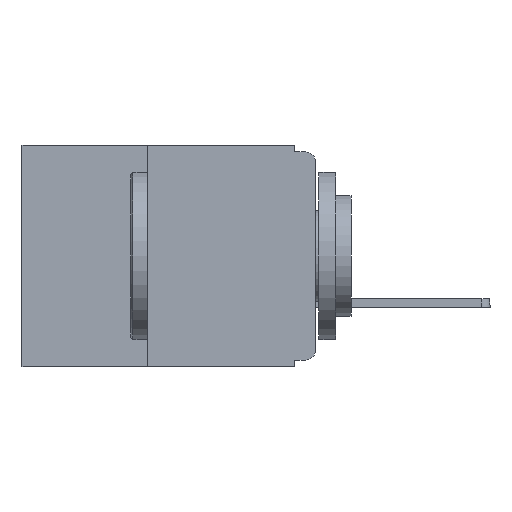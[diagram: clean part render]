
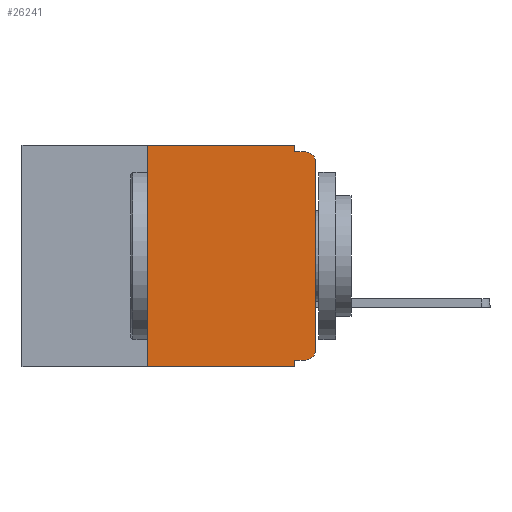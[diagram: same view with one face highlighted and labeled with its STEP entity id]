
A CAD part, left-side view. The second image highlights one B-rep face of the part: STEP entity #26241.
In plain terms, the highlighted planar face has unit normal (-1, 0, 0).
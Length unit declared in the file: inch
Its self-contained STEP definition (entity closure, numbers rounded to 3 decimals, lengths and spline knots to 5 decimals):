
#13 = CARTESIAN_POINT ( 'NONE',  ( 0., 0., -0.025 ) ) ;
#944 = VERTEX_POINT ( 'NONE', #20496 ) ;
#1264 = CARTESIAN_POINT ( 'NONE',  ( 0., 0.25, -0.33 ) ) ;
#1628 = EDGE_CURVE ( 'NONE', #13654, #14123, #5209, .T. ) ;
#2000 = CARTESIAN_POINT ( 'NONE',  ( 0., 0.25, -0.33 ) ) ;
#2293 = FACE_OUTER_BOUND ( 'NONE', #10239, .T. ) ;
#3515 = ORIENTED_EDGE ( 'NONE', *, *, #15212, .T. ) ;
#3633 = AXIS2_PLACEMENT_3D ( 'NONE', #20060, #5233, #22489 ) ;
#3867 = LINE ( 'NONE', #30535, #29210 ) ;
#5209 = CIRCLE ( 'NONE', #17559, 0.015 ) ;
#5233 = DIRECTION ( 'NONE',  ( -1., 0., 0. ) ) ;
#7491 = CARTESIAN_POINT ( 'NONE',  ( 0., 0.031, -0.33 ) ) ;
#7860 = CARTESIAN_POINT ( 'NONE',  ( 0., 0.031, -0.01 ) ) ;
#7959 = VERTEX_POINT ( 'NONE', #13 ) ;
#8844 = DIRECTION ( 'NONE',  ( 0., -1., 0. ) ) ;
#8966 = CARTESIAN_POINT ( 'NONE',  ( 0., 0.25, 0. ) ) ;
#9160 = ORIENTED_EDGE ( 'NONE', *, *, #26124, .F. ) ;
#10239 = EDGE_LOOP ( 'NONE', ( #15298, #3515, #9160, #12418, #28228, #10478, #29525, #24278, #16089, #15636 ) ) ;
#10376 = VERTEX_POINT ( 'NONE', #12675 ) ;
#10380 = CARTESIAN_POINT ( 'NONE',  ( 0., 0., 0. ) ) ;
#10478 = ORIENTED_EDGE ( 'NONE', *, *, #27378, .F. ) ;
#11482 = DIRECTION ( 'NONE',  ( -1., 0., 0. ) ) ;
#11522 = CARTESIAN_POINT ( 'NONE',  ( 0., 0.015, -0.305 ) ) ;
#11856 = CIRCLE ( 'NONE', #3633, 0.015 ) ;
#12351 = DIRECTION ( 'NONE',  ( 0., 0., -1. ) ) ;
#12418 = ORIENTED_EDGE ( 'NONE', *, *, #29950, .F. ) ;
#12675 = CARTESIAN_POINT ( 'NONE',  ( 0., 0.031, -0.32 ) ) ;
#12737 = VECTOR ( 'NONE', #17301, 39.37008 ) ;
#12894 = DIRECTION ( 'NONE',  ( 0., 0., 1. ) ) ;
#13654 = VERTEX_POINT ( 'NONE', #20459 ) ;
#13956 = LINE ( 'NONE', #21623, #20527 ) ;
#14101 = VECTOR ( 'NONE', #30037, 39.37008 ) ;
#14123 = VERTEX_POINT ( 'NONE', #20849 ) ;
#14294 = CARTESIAN_POINT ( 'NONE',  ( 0., 0., -0.01 ) ) ;
#14563 = VERTEX_POINT ( 'NONE', #7860 ) ;
#15212 = EDGE_CURVE ( 'NONE', #7959, #22626, #11856, .T. ) ;
#15298 = ORIENTED_EDGE ( 'NONE', *, *, #15877, .T. ) ;
#15636 = ORIENTED_EDGE ( 'NONE', *, *, #1628, .T. ) ;
#15877 = EDGE_CURVE ( 'NONE', #14123, #7959, #17186, .T. ) ;
#15934 = EDGE_CURVE ( 'NONE', #16604, #19450, #20654, .T. ) ;
#16060 = DIRECTION ( 'NONE',  ( 0., 1., 0. ) ) ;
#16089 = ORIENTED_EDGE ( 'NONE', *, *, #19996, .F. ) ;
#16604 = VERTEX_POINT ( 'NONE', #1264 ) ;
#17186 = LINE ( 'NONE', #10380, #22939 ) ;
#17301 = DIRECTION ( 'NONE',  ( 0., 0., -1. ) ) ;
#17559 = AXIS2_PLACEMENT_3D ( 'NONE', #11522, #11482, #21956 ) ;
#17893 = VECTOR ( 'NONE', #8844, 39.37008 ) ;
#17928 = CARTESIAN_POINT ( 'NONE',  ( 0., 0.437, -0.33 ) ) ;
#18381 = CARTESIAN_POINT ( 'NONE',  ( 0., 0.031, -0.33 ) ) ;
#18443 = VECTOR ( 'NONE', #19300, 39.37008 ) ;
#18543 = LINE ( 'NONE', #14294, #30650 ) ;
#18683 = LINE ( 'NONE', #28451, #17893 ) ;
#19264 = DIRECTION ( 'NONE',  ( 0., -1., 0. ) ) ;
#19294 = DIRECTION ( 'NONE',  ( 0., 0., -1. ) ) ;
#19300 = DIRECTION ( 'NONE',  ( 0., 0., 1. ) ) ;
#19450 = VERTEX_POINT ( 'NONE', #18381 ) ;
#19996 = EDGE_CURVE ( 'NONE', #13654, #10376, #3867, .T. ) ;
#20060 = CARTESIAN_POINT ( 'NONE',  ( 0., 0.015, -0.025 ) ) ;
#20085 = VERTEX_POINT ( 'NONE', #8966 ) ;
#20459 = CARTESIAN_POINT ( 'NONE',  ( 0., 0.015, -0.32 ) ) ;
#20496 = CARTESIAN_POINT ( 'NONE',  ( 0., 0.031, 0. ) ) ;
#20527 = VECTOR ( 'NONE', #19294, 39.37008 ) ;
#20654 = LINE ( 'NONE', #17928, #14101 ) ;
#20849 = CARTESIAN_POINT ( 'NONE',  ( 0., 0., -0.305 ) ) ;
#20952 = EDGE_CURVE ( 'NONE', #10376, #19450, #25759, .T. ) ;
#21623 = CARTESIAN_POINT ( 'NONE',  ( 0., 0.031, 0. ) ) ;
#21956 = DIRECTION ( 'NONE',  ( 0., 0., -1. ) ) ;
#22125 = CARTESIAN_POINT ( 'NONE',  ( 0., 0.437, 0. ) ) ;
#22128 = CARTESIAN_POINT ( 'NONE',  ( 0., 0.015, -0.01 ) ) ;
#22489 = DIRECTION ( 'NONE',  ( 0., 0., -1. ) ) ;
#22626 = VERTEX_POINT ( 'NONE', #22128 ) ;
#22939 = VECTOR ( 'NONE', #12894, 39.37008 ) ;
#24278 = ORIENTED_EDGE ( 'NONE', *, *, #20952, .F. ) ;
#24918 = LINE ( 'NONE', #2000, #18443 ) ;
#25374 = AXIS2_PLACEMENT_3D ( 'NONE', #22125, #27012, #12351 ) ;
#25759 = LINE ( 'NONE', #7491, #12737 ) ;
#26124 = EDGE_CURVE ( 'NONE', #14563, #22626, #18543, .T. ) ;
#26241 = ADVANCED_FACE ( 'NONE', ( #2293 ), #31692, .F. ) ;
#27012 = DIRECTION ( 'NONE',  ( 1., 0., 0. ) ) ;
#27378 = EDGE_CURVE ( 'NONE', #16604, #20085, #24918, .T. ) ;
#28228 = ORIENTED_EDGE ( 'NONE', *, *, #29300, .F. ) ;
#28451 = CARTESIAN_POINT ( 'NONE',  ( 0., 0.437, 0. ) ) ;
#29210 = VECTOR ( 'NONE', #16060, 39.37008 ) ;
#29300 = EDGE_CURVE ( 'NONE', #20085, #944, #18683, .T. ) ;
#29525 = ORIENTED_EDGE ( 'NONE', *, *, #15934, .T. ) ;
#29950 = EDGE_CURVE ( 'NONE', #944, #14563, #13956, .T. ) ;
#30037 = DIRECTION ( 'NONE',  ( 0., -1., 0. ) ) ;
#30535 = CARTESIAN_POINT ( 'NONE',  ( 0., 0., -0.32 ) ) ;
#30650 = VECTOR ( 'NONE', #19264, 39.37008 ) ;
#31692 = PLANE ( 'NONE',  #25374 ) ;
